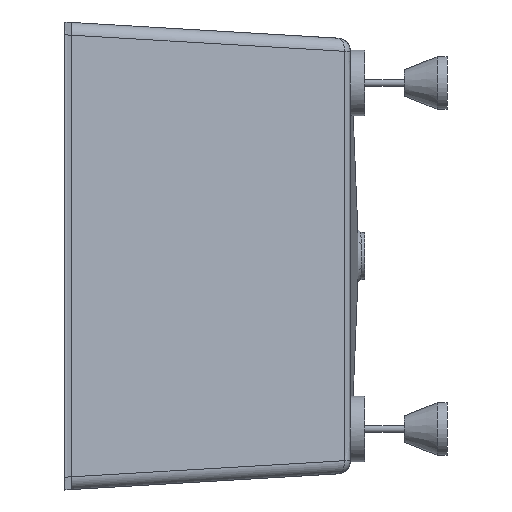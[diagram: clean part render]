
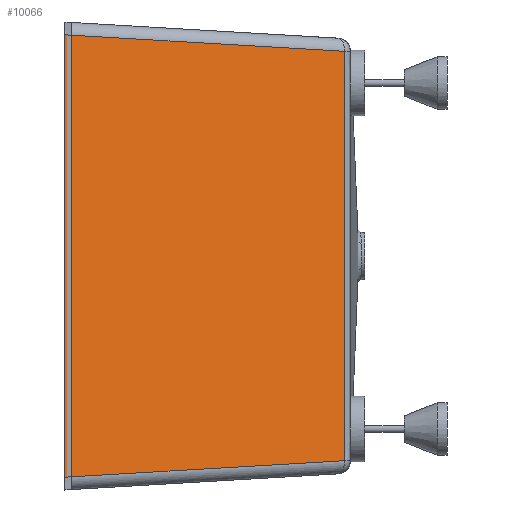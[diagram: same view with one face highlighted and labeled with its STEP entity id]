
A CAD part, left-side view. The second image highlights one B-rep face of the part: STEP entity #10066.
In plain terms, the highlighted planar face has unit normal (-0.843, -0.538, 0).
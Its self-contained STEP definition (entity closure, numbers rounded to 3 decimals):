
#1014 = LINE ( 'NONE', #5889, #3258 ) ;
#1688 = EDGE_CURVE ( 'NONE', #5365, #8806, #6633, .T. ) ;
#1957 = EDGE_CURVE ( 'NONE', #5459, #5365, #1014, .T. ) ;
#2128 = CARTESIAN_POINT ( 'NONE',  ( -561.299, -423.885, -310.566 ) ) ;
#2714 = EDGE_LOOP ( 'NONE', ( #6775, #4303, #3381, #6021 ) ) ;
#2901 = AXIS2_PLACEMENT_3D ( 'NONE', #8327, #8332, #8341 ) ;
#3029 = DIRECTION ( 'NONE',  ( 0., 0., 1. ) ) ;
#3258 = VECTOR ( 'NONE', #5820, 1000. ) ;
#3333 = CARTESIAN_POINT ( 'NONE',  ( -831.863, 0., 345. ) ) ;
#3381 = ORIENTED_EDGE ( 'NONE', *, *, #8061, .T. ) ;
#3515 = CARTESIAN_POINT ( 'NONE',  ( -561.299, -423.885, 310.566 ) ) ;
#4079 = VECTOR ( 'NONE', #3029, 1000. ) ;
#4303 = ORIENTED_EDGE ( 'NONE', *, *, #1688, .T. ) ;
#4335 = VECTOR ( 'NONE', #6459, 1000. ) ;
#4338 = CARTESIAN_POINT ( 'NONE',  ( -831.863, 0., 335.619 ) ) ;
#5365 = VERTEX_POINT ( 'NONE', #2128 ) ;
#5459 = VERTEX_POINT ( 'NONE', #8744 ) ;
#5820 = DIRECTION ( 'NONE',  ( 0.537, -0.842, 0.05 ) ) ;
#5889 = CARTESIAN_POINT ( 'NONE',  ( -810.24, -33.877, -333.616 ) ) ;
#6021 = ORIENTED_EDGE ( 'NONE', *, *, #8910, .F. ) ;
#6203 = LINE ( 'NONE', #3333, #4079 ) ;
#6446 = LINE ( 'NONE', #7066, #4335 ) ;
#6459 = DIRECTION ( 'NONE',  ( -0.537, 0.842, 0.05 ) ) ;
#6633 = B_SPLINE_CURVE_WITH_KNOTS ( 'NONE', 3,
 ( #8969, #10274, #8942, #8915, #8902, #8889, #8878 ),
 .UNSPECIFIED., .F., .F.,
 ( 4, 3, 4 ),
 ( 0., 0.311, 0.621 ),
 .UNSPECIFIED. ) ;
#6775 = ORIENTED_EDGE ( 'NONE', *, *, #1957, .T. ) ;
#7066 = CARTESIAN_POINT ( 'NONE',  ( -355.113, -746.909, 291.475 ) ) ;
#7718 = FACE_OUTER_BOUND ( 'NONE', #2714, .T. ) ;
#8013 = PLANE ( 'NONE',  #2901 ) ;
#8061 = EDGE_CURVE ( 'NONE', #8806, #8500, #6446, .T. ) ;
#8327 = CARTESIAN_POINT ( 'NONE',  ( -828.429, -5.38, 345. ) ) ;
#8332 = DIRECTION ( 'NONE',  ( -0.843, -0.538, 0. ) ) ;
#8341 = DIRECTION ( 'NONE',  ( 0., 0., -1. ) ) ;
#8500 = VERTEX_POINT ( 'NONE', #4338 ) ;
#8744 = CARTESIAN_POINT ( 'NONE',  ( -831.863, 0., -335.619 ) ) ;
#8806 = VERTEX_POINT ( 'NONE', #3515 ) ;
#8878 = CARTESIAN_POINT ( 'NONE',  ( -561.299, -423.885, 310.566 ) ) ;
#8889 = CARTESIAN_POINT ( 'NONE',  ( -561.299, -423.885, 207.044 ) ) ;
#8902 = CARTESIAN_POINT ( 'NONE',  ( -561.298, -423.885, 103.522 ) ) ;
#8910 = EDGE_CURVE ( 'NONE', #5459, #8500, #6203, .T. ) ;
#8915 = CARTESIAN_POINT ( 'NONE',  ( -561.298, -423.885, 0. ) ) ;
#8942 = CARTESIAN_POINT ( 'NONE',  ( -561.298, -423.885, -103.522 ) ) ;
#8969 = CARTESIAN_POINT ( 'NONE',  ( -561.299, -423.885, -310.566 ) ) ;
#10066 = ADVANCED_FACE ( 'NONE', ( #7718 ), #8013, .T. ) ;
#10274 = CARTESIAN_POINT ( 'NONE',  ( -561.299, -423.885, -207.044 ) ) ;
